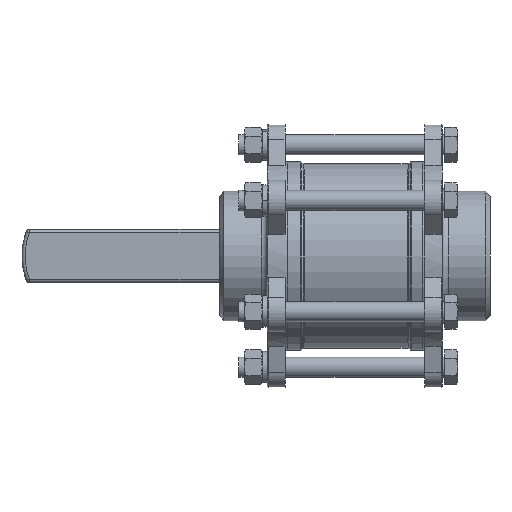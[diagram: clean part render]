
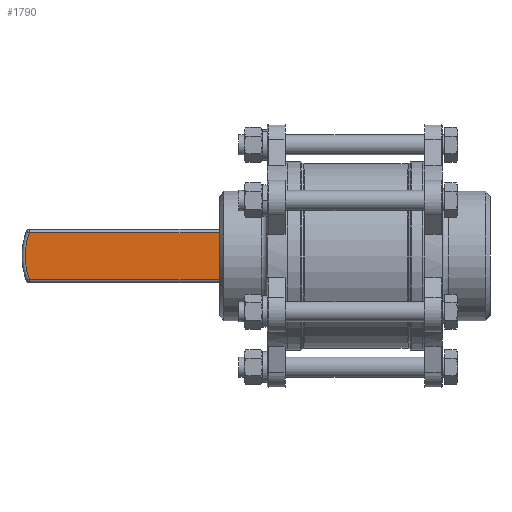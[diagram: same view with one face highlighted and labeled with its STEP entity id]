
A CAD part, left-side view. The second image highlights one B-rep face of the part: STEP entity #1790.
In plain terms, the highlighted face is planar.
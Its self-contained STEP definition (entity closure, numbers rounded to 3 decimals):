
#1790=ADVANCED_FACE('',(#3455),#3456,.F.);
#3455=FACE_OUTER_BOUND('',#6900,.T.);
#3456=PLANE('',#6901);
#6900=EDGE_LOOP('',(#10186,#10187,#10188,#10189));
#6901=AXIS2_PLACEMENT_3D('',#10190,#10191,#10192);
#10186=ORIENTED_EDGE('',*,*,#13229,.F.);
#10187=ORIENTED_EDGE('',*,*,#13230,.T.);
#10188=ORIENTED_EDGE('',*,*,#13231,.T.);
#10189=ORIENTED_EDGE('',*,*,#13232,.T.);
#10190=CARTESIAN_POINT('',(142.,0.,0.0));
#10191=DIRECTION('',(0.0,0.0,1.0));
#10192=DIRECTION('',(1.0,0.0,0.0));
#13229=EDGE_CURVE('',#15415,#15416,#15417,.T.);
#13230=EDGE_CURVE('',#15415,#15418,#15419,.F.);
#13231=EDGE_CURVE('',#15418,#15420,#15421,.F.);
#13232=EDGE_CURVE('',#15420,#15416,#15422,.F.);
#15415=VERTEX_POINT('',#20444);
#15416=VERTEX_POINT('',#20445);
#15417=LINE('',#20446,#20447);
#15418=VERTEX_POINT('',#20448);
#15419=LINE('',#20449,#20450);
#15420=VERTEX_POINT('',#20451);
#15421=CIRCLE('',#20452,60.);
#15422=LINE('',#20453,#20454);
#20444=CARTESIAN_POINT('',(0.,20.85,0.0));
#20445=CARTESIAN_POINT('',(0.,-20.85,0.0));
#20446=CARTESIAN_POINT('',(0.,23.85,0.0));
#20447=VECTOR('',#23133,1.0);
#20448=CARTESIAN_POINT('',(198.261,20.85,0.0));
#20449=CARTESIAN_POINT('',(142.,20.85,0.0));
#20450=VECTOR('',#23134,1.0);
#20451=CARTESIAN_POINT('',(198.261,-20.85,0.0));
#20452=AXIS2_PLACEMENT_3D('',#23135,#23136,#23137);
#20453=CARTESIAN_POINT('',(142.,-20.85,0.0));
#20454=VECTOR('',#23138,1.0);
#23133=DIRECTION('',(0.,-1.0,0.0));
#23134=DIRECTION('',(-1.0,0.,0.0));
#23135=CARTESIAN_POINT('',(142.,0.,0.0));
#23136=DIRECTION('',(0.0,0.0,1.0));
#23137=DIRECTION('',(1.0,0.0,0.0));
#23138=DIRECTION('',(1.0,0.,0.0));
